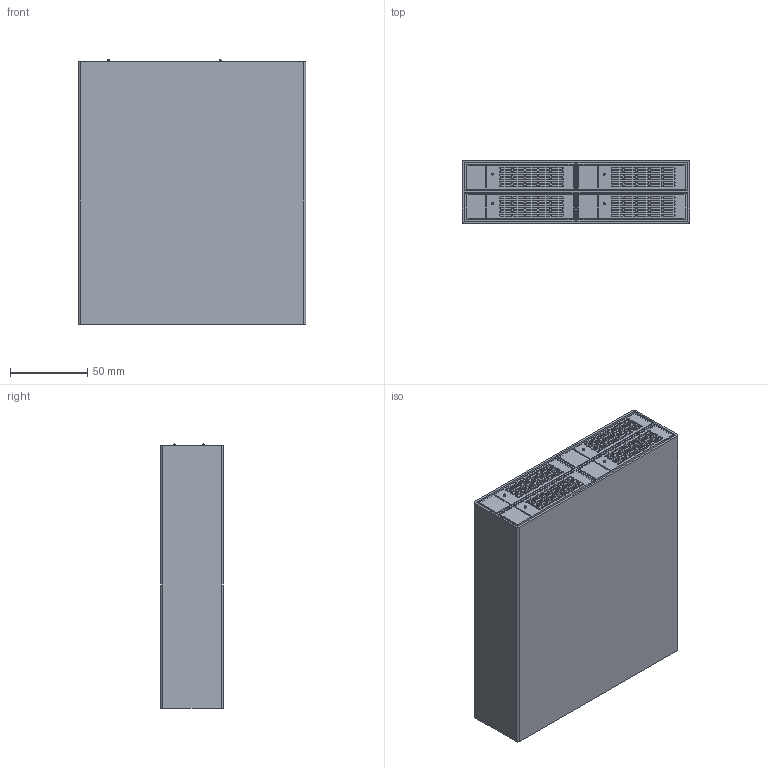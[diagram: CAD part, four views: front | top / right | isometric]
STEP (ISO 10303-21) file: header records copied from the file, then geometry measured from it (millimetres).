
FILE_DESCRIPTION (( 'STEP AP203' ), '1' );
FILE_NAME ('4 Bay SSD Dock.STEP', '2018-07-31T13:33:11', ( '' ), ( '' ), 'SwSTEP 2.0', 'SolidWorks 2016', '' );
FILE_SCHEMA (( 'CONFIG_CONTROL_DESIGN' ));
Length unit declared in the file: inch
Products named in the file (1): 4 Bay SSD Dock
Bounding box: 147.32 x 40.64 x 171.45 mm (x, y, z)
Volume: 265427 mm3; surface area: 400970.2 mm2
Topology: 1 solids, 1 shells, 710 faces, 2064 edges, 1372 vertices
Faces by surface type: cylinder 372, plane 330, sphere 8
Entity records: 24095 total; most frequent: DIRECTION 4222, CARTESIAN_POINT 4123, ORIENTED_EDGE 4096, EDGE_CURVE 2048, AXIS2_PLACEMENT_3D 1463, VERTEX_POINT 1364, VECTOR 1296, LINE 1296
